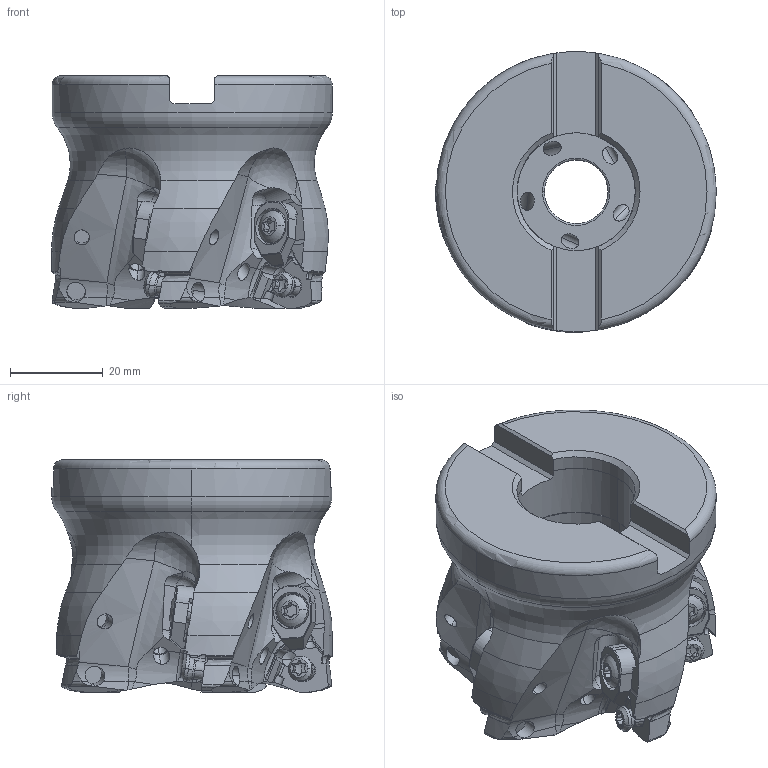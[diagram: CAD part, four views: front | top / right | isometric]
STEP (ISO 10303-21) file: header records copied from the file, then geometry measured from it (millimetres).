
FILE_DESCRIPTION(/* description */ (''),/* implementation_level */ '2;1');
FILE_NAME(/* name */ 'AJXU12R2505C.stp',/* time_stamp */ '2021-09-08T11:48:54+09:00',/* author */ (''),/* organization */ (''),/* preprocessor_version */ 'ST-DEVELOPER v16',/* originating_system */ 'SIEMENS PLM Software NX 10.0',/* authorisation */ '');
FILE_SCHEMA (('AUTOMOTIVE_DESIGN { 1 0 10303 214 3 1 1 1 }'));
Length unit declared in the file: millimetre
Products named in the file (1): AJXU12R2505C_ASM
Bounding box: 60.41 x 60.41 x 50.08 mm (x, y, z)
Volume: 82713 mm3; surface area: 24577.3 mm2
Topology: 21 solids, 21 shells, 1067 faces, 2943 edges, 1976 vertices
Faces by surface type: cylinder 487, plane 321, cone 130, torus 69, sphere 40, bspline 20
Entity records: 41845 total; most frequent: CARTESIAN_POINT 14132, ORIENTED_EDGE 5776, DIRECTION 5661, EDGE_CURVE 2888, AXIS2_PLACEMENT_3D 2311, VERTEX_POINT 1904, EDGE_LOOP 1160, CIRCLE 1075
